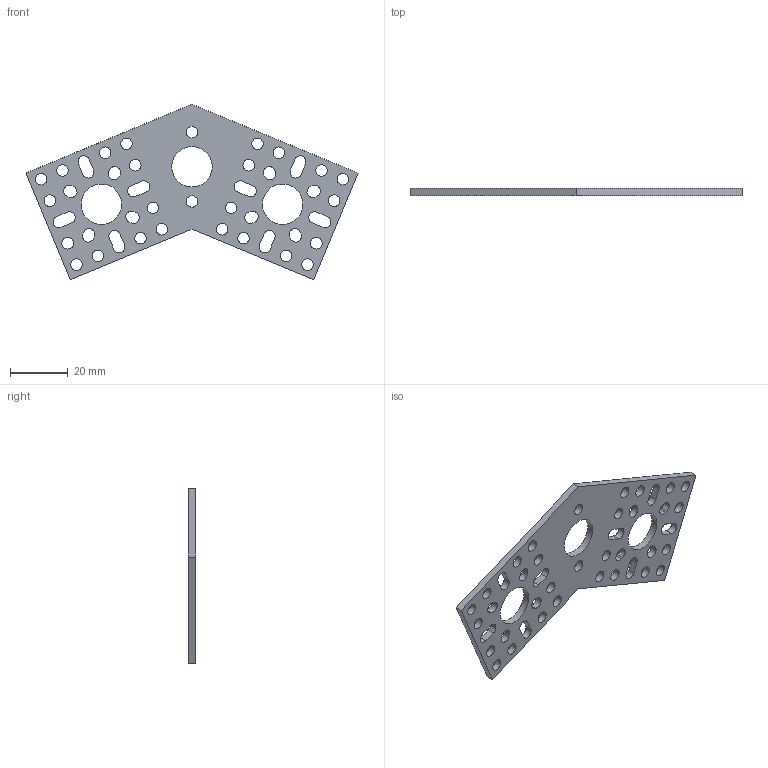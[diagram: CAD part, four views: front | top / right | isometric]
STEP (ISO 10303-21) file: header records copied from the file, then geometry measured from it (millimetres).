
FILE_DESCRIPTION( ( '' ), ' ' );
FILE_NAME( '5a2ac5c472ac810ef6302cad.step', '2017-12-08T17:03:00', ( '' ), ( '' ), ' ', ' ', ' ' );
FILE_SCHEMA( ( 'AUTOMOTIVE_DESIGN { 1 0 10303 214 1 1 1 1 }' ) );
Length unit declared in the file: metre
Products named in the file (1): 1108-0040-0006
Bounding box: 114.98 x 2.5 x 60.77 mm (x, y, z)
Volume: 7939.3 mm3; surface area: 8927.7 mm2
Topology: 1 solids, 1 shells, 101 faces, 297 edges, 198 vertices
Faces by surface type: cylinder 61, plane 40
Full cylindrical faces by diameter (mm): 4 x26, 14 x3
Entity records: 4272 total; most frequent: DIRECTION 594, CARTESIAN_POINT 568, ORIENTED_EDGE 536, EDGE_CURVE 268, AXIS2_PLACEMENT_3D 224, EDGE_LOOP 220, VERTEX_POINT 198, LINE 146
